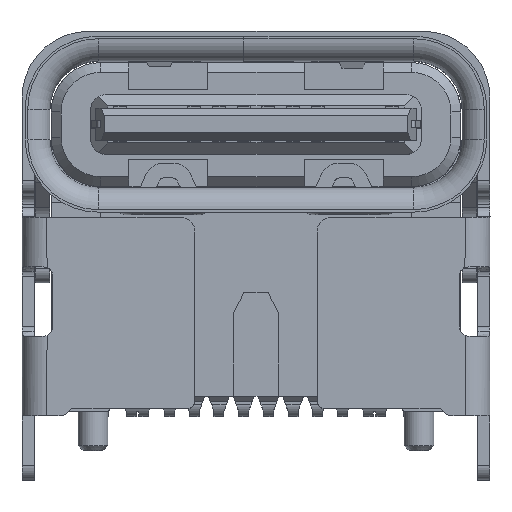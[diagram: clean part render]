
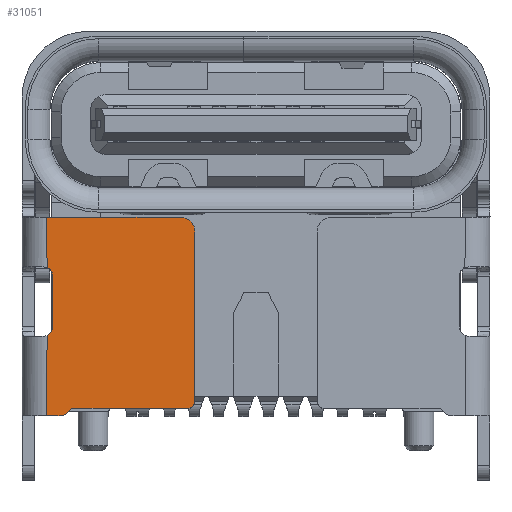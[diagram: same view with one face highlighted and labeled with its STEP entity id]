
A CAD part, top view. The second image highlights one B-rep face of the part: STEP entity #31051.
In plain terms, the highlighted planar face has unit normal (0, 0, 1).
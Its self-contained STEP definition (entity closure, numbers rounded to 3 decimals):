
#9462=CARTESIAN_POINT('',(-4.23,-3.238,3.002));
#9463=CARTESIAN_POINT('',(-4.229,-3.141,
3.002));
#9464=CARTESIAN_POINT('',(-4.229,-2.944,
3.002));
#9465=CARTESIAN_POINT('',(-4.227,-2.609,
3.002));
#9466=CARTESIAN_POINT('',(-4.226,-2.318,
3.002));
#9467=CARTESIAN_POINT('',(-4.224,-1.971,
3.002));
#9468=CARTESIAN_POINT('',(-4.223,-1.744,
3.002));
#9469=CARTESIAN_POINT('',(-4.223,-1.647,
3.002));
#9470=CARTESIAN_POINT('',(-4.223,-1.615,
3.002));
#9506=CARTESIAN_POINT('',(-3.68,-3.238,3.002));
#9507=DIRECTION('',(0.,0.,-1.));
#9508=DIRECTION('',(-0.866,0.5,0.));
#9509=AXIS2_PLACEMENT_3D('',#9506,#9507,#9508);
#9511=CARTESIAN_POINT('',(-3.94,-3.088,3.002));
#9512=DIRECTION('',(0.,0.,1.));
#9513=DIRECTION('',(0.,-1.,0.));
#9514=AXIS2_PLACEMENT_3D('',#9511,#9512,#9513);
#9516=DIRECTION('',(1.,0.,0.));
#9517=VECTOR('',#9516,0.29);
#9518=CARTESIAN_POINT('',(-4.23,-3.238,3.002));
#9519=LINE('',#9518,#9517);
#9520=CARTESIAN_POINT('',(-4.305,-1.433,3.002));
#9521=DIRECTION('',(0.,0.,-1.));
#9522=DIRECTION('',(1.,0.,0.));
#9523=AXIS2_PLACEMENT_3D('',#9520,#9521,#9522);
#9525=DIRECTION('',(0.,-1.,0.));
#9526=VECTOR('',#9525,1.015);
#9527=CARTESIAN_POINT('',(-4.105,-0.418,3.002));
#9528=LINE('',#9527,#9526);
#9529=CARTESIAN_POINT('',(-4.223,-0.235,
3.002));
#9530=CARTESIAN_POINT('',(-4.205,-0.243,
3.002));
#9531=CARTESIAN_POINT('',(-4.174,-0.263,
3.002));
#9532=CARTESIAN_POINT('',(-4.136,-0.307,
3.002));
#9533=CARTESIAN_POINT('',(-4.111,-0.361,
3.002));
#9534=CARTESIAN_POINT('',(-4.105,-0.398,
3.002));
#9535=CARTESIAN_POINT('',(-4.105,-0.418,3.002));
#9537=DIRECTION('',(-1.,0.,0.));
#9538=VECTOR('',#9537,2.7);
#9539=CARTESIAN_POINT('',(-1.53,0.783,3.002));
#9540=LINE('',#9539,#9538);
#9541=CARTESIAN_POINT('',(-1.53,0.483,3.002));
#9542=DIRECTION('',(0.,0.,1.));
#9543=DIRECTION('',(1.,0.,0.));
#9544=AXIS2_PLACEMENT_3D('',#9541,#9542,#9543);
#9546=DIRECTION('',(0.,1.,0.));
#9547=VECTOR('',#9546,3.42);
#9548=CARTESIAN_POINT('',(-1.23,-2.938,3.002));
#9549=LINE('',#9548,#9547);
#9550=CARTESIAN_POINT('',(-1.38,-2.938,3.002));
#9551=DIRECTION('',(0.,0.,1.));
#9552=DIRECTION('',(0.,-1.,0.));
#9553=AXIS2_PLACEMENT_3D('',#9550,#9551,#9552);
#9555=DIRECTION('',(1.,0.,0.));
#9556=VECTOR('',#9555,2.3);
#9557=CARTESIAN_POINT('',(-3.68,-3.088,3.002));
#9558=LINE('',#9557,#9556);
#9739=CARTESIAN_POINT('',(-4.223,-0.235,
3.002));
#9754=CARTESIAN_POINT('',(-4.223,-0.235,
3.002));
#9755=CARTESIAN_POINT('',(-4.223,-0.21,
3.002));
#9756=CARTESIAN_POINT('',(-4.223,-0.134,
3.002));
#9757=CARTESIAN_POINT('',(-4.225,0.069,
3.002));
#9758=CARTESIAN_POINT('',(-4.227,0.315,
3.002));
#9759=CARTESIAN_POINT('',(-4.228,0.553,
3.002));
#9760=CARTESIAN_POINT('',(-4.229,0.707,
3.002));
#9761=CARTESIAN_POINT('',(-4.23,0.783,3.002));
#16536=CARTESIAN_POINT('',(-4.23,0.783,3.002));
#16537=VERTEX_POINT('',#16536);
#16539=VERTEX_POINT('',#9739);
#16544=CARTESIAN_POINT('',(-3.68,-3.088,3.002));
#16545=VERTEX_POINT('',#16544);
#16546=CARTESIAN_POINT('',(-3.81,-3.163,3.002));
#16547=VERTEX_POINT('',#16546);
#16550=CARTESIAN_POINT('',(-1.38,-3.088,3.002));
#16551=VERTEX_POINT('',#16550);
#16553=CARTESIAN_POINT('',(-1.23,-2.938,3.002));
#16555=VERTEX_POINT('',#16553);
#16558=CARTESIAN_POINT('',(-1.23,0.483,3.002));
#16559=VERTEX_POINT('',#16558);
#16562=CARTESIAN_POINT('',(-1.53,0.783,3.002));
#16563=VERTEX_POINT('',#16562);
#16572=CARTESIAN_POINT('',(-4.105,-0.418,3.002));
#16573=VERTEX_POINT('',#16572);
#16574=CARTESIAN_POINT('',(-4.105,-1.433,3.002));
#16576=VERTEX_POINT('',#16574);
#16578=CARTESIAN_POINT('',(-4.223,-1.615,
3.002));
#16579=VERTEX_POINT('',#16578);
#16603=CARTESIAN_POINT('',(-4.23,-3.238,3.002));
#16604=VERTEX_POINT('',#16603);
#16605=CARTESIAN_POINT('',(-3.94,-3.238,3.002));
#16606=VERTEX_POINT('',#16605);
#31021=CARTESIAN_POINT('',(4.79,0.983,3.002));
#31022=DIRECTION('',(0.,0.,1.));
#31023=DIRECTION('',(0.,1.,0.));
#31024=AXIS2_PLACEMENT_3D('',#31021,#31022,#31023);
#31025=PLANE('',#31024);
#31027=ORIENTED_EDGE('',*,*,#31026,.F.);
#31029=ORIENTED_EDGE('',*,*,#31028,.F.);
#31030=ORIENTED_EDGE('',*,*,#30839,.F.);
#31031=ORIENTED_EDGE('',*,*,#30984,.T.);
#31032=ORIENTED_EDGE('',*,*,#31011,.F.);
#31034=ORIENTED_EDGE('',*,*,#31033,.F.);
#31036=ORIENTED_EDGE('',*,*,#31035,.F.);
#31038=ORIENTED_EDGE('',*,*,#31037,.T.);
#31040=ORIENTED_EDGE('',*,*,#31039,.F.);
#31042=ORIENTED_EDGE('',*,*,#31041,.F.);
#31044=ORIENTED_EDGE('',*,*,#31043,.F.);
#31046=ORIENTED_EDGE('',*,*,#31045,.F.);
#31048=ORIENTED_EDGE('',*,*,#31047,.F.);
#31049=EDGE_LOOP('',(#31027,#31029,#31030,#31031,#31032,#31034,#31036,#31038,
#31040,#31042,#31044,#31046,#31048));
#31050=FACE_OUTER_BOUND('',#31049,.F.);
#31051=ADVANCED_FACE('',(#31050),#31025,.T.);
#9471=B_SPLINE_CURVE_WITH_KNOTS('',3,(#9462,#9463,#9464,#9465,#9466,#9467,#9468,
#9469,#9470),.UNSPECIFIED.,.F.,.F.,(4,1,1,1,1,1,4),(0.,0.167,
0.333,0.5,0.667,0.833,1.),
.UNSPECIFIED.);
#9510=CIRCLE('',#9509,0.15);
#9515=CIRCLE('',#9514,0.15);
#9524=CIRCLE('',#9523,0.2);
#9536=B_SPLINE_CURVE_WITH_KNOTS('',3,(#9529,#9530,#9531,#9532,#9533,#9534,
#9535),.UNSPECIFIED.,.F.,.F.,(4,1,1,1,4),(0.,0.25,0.5,0.75,1.),
.UNSPECIFIED.);
#9545=CIRCLE('',#9544,0.3);
#9554=CIRCLE('',#9553,0.15);
#9762=B_SPLINE_CURVE_WITH_KNOTS('',3,(#9754,#9755,#9756,#9757,#9758,#9759,#9760,
#9761),.UNSPECIFIED.,.F.,.F.,(4,1,1,1,1,4),(0.,0.2,0.4,0.6,0.8,1.),
.UNSPECIFIED.);
#30839=EDGE_CURVE('',#16604,#16606,#9519,.T.);
#30984=EDGE_CURVE('',#16604,#16579,#9471,.T.);
#31011=EDGE_CURVE('',#16576,#16579,#9524,.T.);
#31026=EDGE_CURVE('',#16547,#16545,#9510,.T.);
#31028=EDGE_CURVE('',#16606,#16547,#9515,.T.);
#31033=EDGE_CURVE('',#16573,#16576,#9528,.T.);
#31035=EDGE_CURVE('',#16539,#16573,#9536,.T.);
#31037=EDGE_CURVE('',#16539,#16537,#9762,.T.);
#31039=EDGE_CURVE('',#16563,#16537,#9540,.T.);
#31041=EDGE_CURVE('',#16559,#16563,#9545,.T.);
#31043=EDGE_CURVE('',#16555,#16559,#9549,.T.);
#31045=EDGE_CURVE('',#16551,#16555,#9554,.T.);
#31047=EDGE_CURVE('',#16545,#16551,#9558,.T.);
